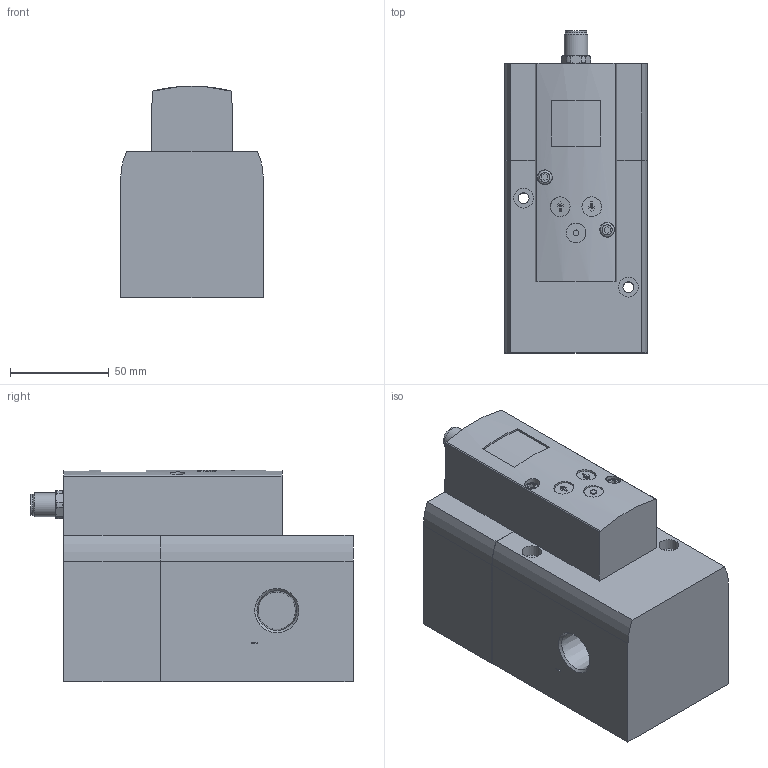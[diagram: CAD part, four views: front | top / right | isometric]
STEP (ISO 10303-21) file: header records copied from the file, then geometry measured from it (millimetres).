
FILE_DESCRIPTION(/* description */ ('STEP AP214'),/* implementation_level */ '2;1');
FILE_NAME(/* name */ '576680_VPPM-12L-L-1-N12-0L6H-V1P-S1C1',/* time_stamp */ '2024-09-17T02:45:05+02:00',/* author */ ('License CC BY-ND 4.0'),/* organization */ ('CADENAS'),/* preprocessor_version */ 'ST-DEVELOPER v19.3',/* originating_system */ 'PARTsolutions',/* authorisation */ ' ');
FILE_SCHEMA (('AUTOMOTIVE_DESIGN {1 0 10303 214 3 1 1}'));
Length unit declared in the file: millimetre
Products named in the file (1): 576680 VPPM-12L-L-1-N12-0L6H-V1P-S1C1
Bounding box: 72 x 162.8 x 107 mm (x, y, z)
Volume: 896872.3 mm3; surface area: 75888.7 mm2
Topology: 1 solids, 1 shells, 228 faces, 524 edges, 343 vertices
Faces by surface type: plane 147, cylinder 49, cone 26, torus 6
Full cylindrical faces by diameter (mm): 0.8 x8, 3 x1, 5.5 x2, 7.5 x2, 8.3 x1, 10 x5, 10.773 x1, 11 x4, 12 x1, 64.05 x1, 70 x1
Entity records: 7787 total; most frequent: CARTESIAN_POINT 1152, DIRECTION 1032, ORIENTED_EDGE 934, EDGE_CURVE 467, AXIS2_PLACEMENT_3D 365, VERTEX_POINT 333, EDGE_LOOP 326, FACE_BOUND 326
